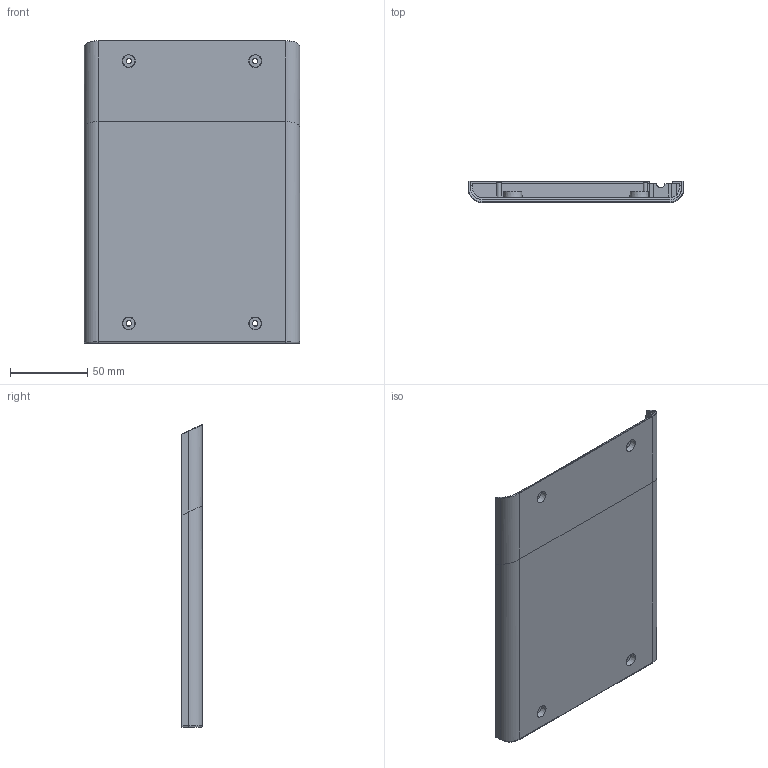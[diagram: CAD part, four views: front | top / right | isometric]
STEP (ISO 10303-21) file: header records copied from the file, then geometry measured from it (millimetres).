
FILE_DESCRIPTION (( 'STEP AP214' ), '1' );
FILE_NAME ('54-6021439__Rev 0.002.step', '2020-12-18T07:29:46', ( '' ), ( '' ), 'SwSTEP 2.0', 'SolidWorks 2019', '' );
FILE_SCHEMA (( 'AUTOMOTIVE_DESIGN' ));
Length unit declared in the file: millimetre
Products named in the file (1): 54-6021439__Rev 0.002
Bounding box: 140 x 13.59 x 196.56 mm (x, y, z)
Volume: 95093.5 mm3; surface area: 66530.6 mm2
Topology: 1 solids, 1 shells, 118 faces, 288 edges, 182 vertices
Faces by surface type: plane 60, cylinder 26, cone 24, bspline 4, torus 4
Entity records: 4251 total; most frequent: CARTESIAN_POINT 1127, ORIENTED_EDGE 576, DIRECTION 570, EDGE_CURVE 288, AXIS2_PLACEMENT_3D 197, VERTEX_POINT 182, LINE 176, VECTOR 176
